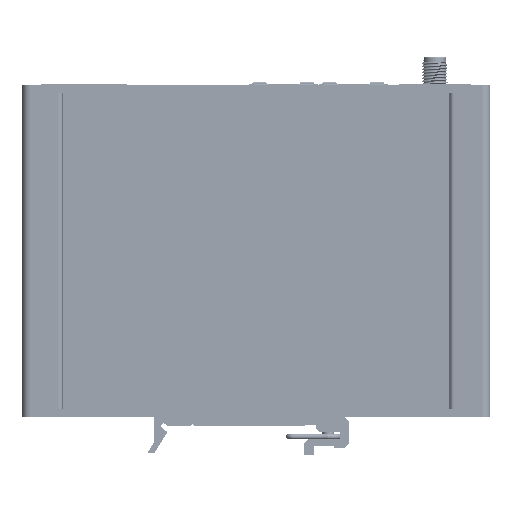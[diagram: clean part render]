
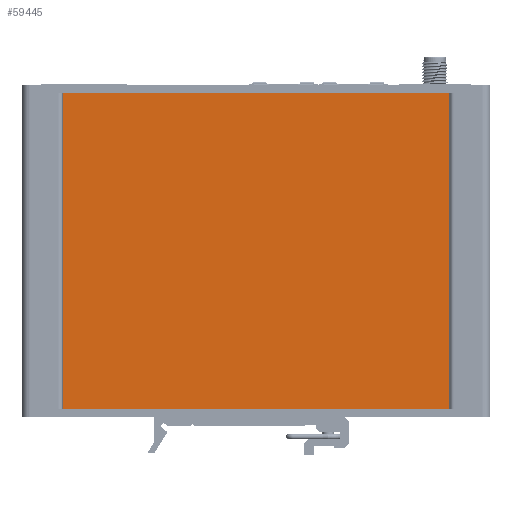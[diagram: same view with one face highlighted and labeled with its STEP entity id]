
A CAD part, front view. The second image highlights one B-rep face of the part: STEP entity #59445.
In plain terms, the highlighted planar face has unit normal (0, -1, 0).
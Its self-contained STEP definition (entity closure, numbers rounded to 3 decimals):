
#12540 = CARTESIAN_POINT ( 'NONE',  ( -46.8, -20., 76.3 ) ) ;
#17666 = DIRECTION ( 'NONE',  ( 1., 0., 0. ) ) ;
#30323 = EDGE_CURVE ( 'NONE', #170412, #376505, #228790, .T. ) ;
#43184 = LINE ( 'NONE', #296072, #221000 ) ;
#58637 = ORIENTED_EDGE ( 'NONE', *, *, #90703, .T. ) ;
#59445 = ADVANCED_FACE ( 'NONE', ( #345988 ), #210520, .F. ) ;
#90703 = EDGE_CURVE ( 'NONE', #357528, #369251, #43184, .T. ) ;
#93183 = DIRECTION ( 'NONE',  ( 1., 0., 0. ) ) ;
#96010 = LINE ( 'NONE', #112520, #306156 ) ;
#99482 = DIRECTION ( 'NONE',  ( 0., 1., 0. ) ) ;
#100165 = LINE ( 'NONE', #128504, #227437 ) ;
#100192 = CARTESIAN_POINT ( 'NONE',  ( -46.8, -20., 0. ) ) ;
#100768 = DIRECTION ( 'NONE',  ( 0., 0., 1. ) ) ;
#112520 = CARTESIAN_POINT ( 'NONE',  ( -46.8, -20., 76.3 ) ) ;
#128504 = CARTESIAN_POINT ( 'NONE',  ( 46.8, -20., 76.3 ) ) ;
#129743 = EDGE_CURVE ( 'NONE', #376505, #369251, #100165, .T. ) ;
#130958 = EDGE_LOOP ( 'NONE', ( #58637, #202315, #314381, #326107 ) ) ;
#170412 = VERTEX_POINT ( 'NONE', #12540 ) ;
#184546 = DIRECTION ( 'NONE',  ( 0., 0., -1. ) ) ;
#192336 = CARTESIAN_POINT ( 'NONE',  ( -46.8, -20., 76.3 ) ) ;
#196201 = EDGE_CURVE ( 'NONE', #170412, #357528, #96010, .T. ) ;
#202315 = ORIENTED_EDGE ( 'NONE', *, *, #129743, .F. ) ;
#210520 = PLANE ( 'NONE',  #346880 ) ;
#221000 = VECTOR ( 'NONE', #93183, 1000. ) ;
#227437 = VECTOR ( 'NONE', #184546, 1000. ) ;
#228790 = LINE ( 'NONE', #192336, #237927 ) ;
#231040 = DIRECTION ( 'NONE',  ( 0., 0., -1. ) ) ;
#237927 = VECTOR ( 'NONE', #17666, 1000. ) ;
#244845 = CARTESIAN_POINT ( 'NONE',  ( -46.8, -20., 76.3 ) ) ;
#296072 = CARTESIAN_POINT ( 'NONE',  ( -46.8, -20., 0. ) ) ;
#306156 = VECTOR ( 'NONE', #231040, 1000. ) ;
#314381 = ORIENTED_EDGE ( 'NONE', *, *, #30323, .F. ) ;
#326107 = ORIENTED_EDGE ( 'NONE', *, *, #196201, .T. ) ;
#329158 = CARTESIAN_POINT ( 'NONE',  ( 46.8, -20., 76.3 ) ) ;
#345988 = FACE_OUTER_BOUND ( 'NONE', #130958, .T. ) ;
#346880 = AXIS2_PLACEMENT_3D ( 'NONE', #244845, #99482, #100768 ) ;
#357528 = VERTEX_POINT ( 'NONE', #100192 ) ;
#362539 = CARTESIAN_POINT ( 'NONE',  ( 46.8, -20., 0. ) ) ;
#369251 = VERTEX_POINT ( 'NONE', #362539 ) ;
#376505 = VERTEX_POINT ( 'NONE', #329158 ) ;
